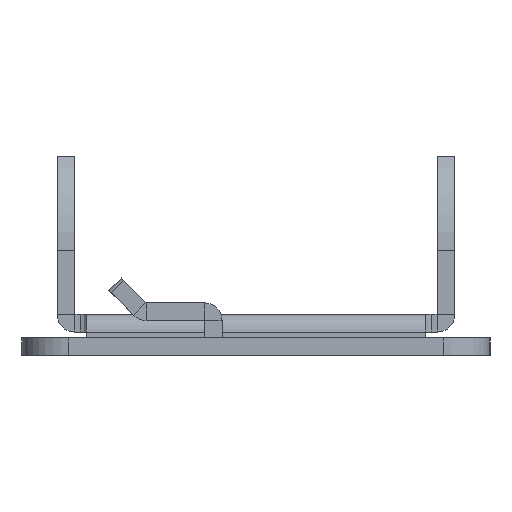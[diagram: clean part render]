
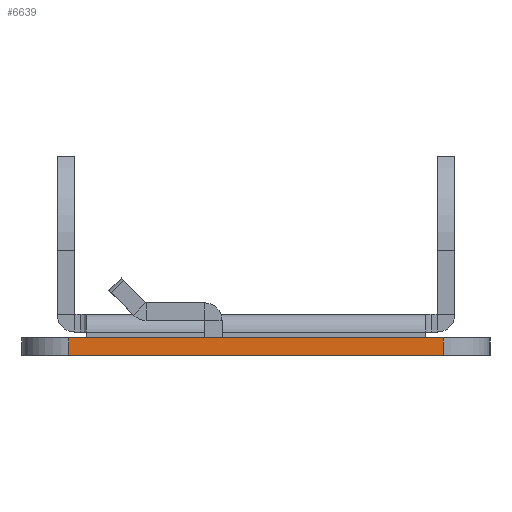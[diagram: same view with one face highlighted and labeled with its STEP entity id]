
A CAD part, left-side view. The second image highlights one B-rep face of the part: STEP entity #6639.
In plain terms, the highlighted planar face has unit normal (-1, 0, 0).
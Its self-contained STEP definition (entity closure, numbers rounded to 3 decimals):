
#930 = EDGE_CURVE ( 'NONE', #8094, #8093, #9289, .T. ) ;
#948 = EDGE_CURVE ( 'NONE', #8114, #8113, #6904, .T. ) ;
#1880 = EDGE_LOOP ( 'NONE', ( #6461, #8674, #8673, #2472 ) ) ;
#2472 = ORIENTED_EDGE ( 'NONE', *, *, #10280, .T. ) ;
#2832 = VECTOR ( 'NONE', #3415, 1000. ) ;
#2838 = LINE ( 'NONE', #3414, #2832 ) ;
#2841 = LINE ( 'NONE', #3403, #2842 ) ;
#2842 = VECTOR ( 'NONE', #3404, 1000. ) ;
#3403 = CARTESIAN_POINT ( 'NONE',  ( -375.01, 16., -2. ) ) ;
#3404 = DIRECTION ( 'NONE',  ( 0., 0., -1. ) ) ;
#3414 = CARTESIAN_POINT ( 'NONE',  ( -375.01, -16., -0.5 ) ) ;
#3415 = DIRECTION ( 'NONE',  ( 0., 0., 1. ) ) ;
#4196 = CARTESIAN_POINT ( 'NONE',  ( -375.01, -20., -2. ) ) ;
#4201 = PLANE ( 'NONE',  #7688 ) ;
#4206 = DIRECTION ( 'NONE',  ( -1., 0., 0. ) ) ;
#4207 = DIRECTION ( 'NONE',  ( 0., 0., 1. ) ) ;
#5117 = CARTESIAN_POINT ( 'NONE',  ( -375.01, -16., -2. ) ) ;
#5118 = CARTESIAN_POINT ( 'NONE',  ( -375.01, 16., -2. ) ) ;
#5136 = CARTESIAN_POINT ( 'NONE',  ( -375.01, 16., -0.5 ) ) ;
#5137 = CARTESIAN_POINT ( 'NONE',  ( -375.01, -16., -0.5 ) ) ;
#6461 = ORIENTED_EDGE ( 'NONE', *, *, #948, .T. ) ;
#6639 = ADVANCED_FACE ( 'NONE', ( #7267 ), #4201, .T. ) ;
#6904 = LINE ( 'NONE', #8633, #6912 ) ;
#6912 = VECTOR ( 'NONE', #8636, 1000. ) ;
#7267 = FACE_OUTER_BOUND ( 'NONE', #1880, .T. ) ;
#7688 = AXIS2_PLACEMENT_3D ( 'NONE', #4196, #4206, #4207 ) ;
#8093 = VERTEX_POINT ( 'NONE', #5117 ) ;
#8094 = VERTEX_POINT ( 'NONE', #5118 ) ;
#8113 = VERTEX_POINT ( 'NONE', #5136 ) ;
#8114 = VERTEX_POINT ( 'NONE', #5137 ) ;
#8592 = CARTESIAN_POINT ( 'NONE',  ( -375.01, 20., -2. ) ) ;
#8593 = DIRECTION ( 'NONE',  ( 0., -1., 0. ) ) ;
#8633 = CARTESIAN_POINT ( 'NONE',  ( -375.01, -14.49, -0.5 ) ) ;
#8636 = DIRECTION ( 'NONE',  ( 0., 1., 0. ) ) ;
#8673 = ORIENTED_EDGE ( 'NONE', *, *, #930, .T. ) ;
#8674 = ORIENTED_EDGE ( 'NONE', *, *, #10275, .T. ) ;
#9286 = VECTOR ( 'NONE', #8593, 1000. ) ;
#9289 = LINE ( 'NONE', #8592, #9286 ) ;
#10275 = EDGE_CURVE ( 'NONE', #8113, #8094, #2841, .T. ) ;
#10280 = EDGE_CURVE ( 'NONE', #8093, #8114, #2838, .T. ) ;
